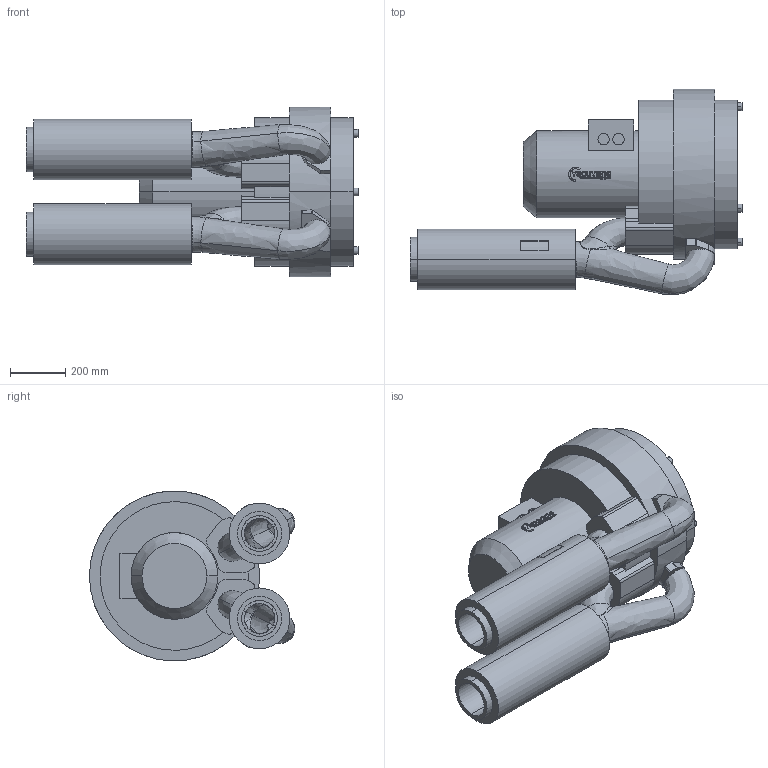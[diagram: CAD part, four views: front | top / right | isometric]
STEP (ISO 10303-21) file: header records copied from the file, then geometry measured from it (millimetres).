
FILE_DESCRIPTION((''),'2;1');
FILE_NAME('VSC2050_2PT202_7_RTGPFEIL_ASM','2009-08-06T',('rnennstiel'),('MTC GmbH'),'PRO/ENGINEER BY PARAMETRIC TECHNOLOGY CORPORATION, 2008310','PRO/ENGINEER BY PARAMETRIC TECHNOLOGY CORPORATION, 2008310','');
FILE_SCHEMA(('AUTOMOTIVE_DESIGN_CC2 { 1 2 10303 214 -1 1 5 2 }'));
Length unit declared in the file: millimetre
Products named in the file (3): VSC2050_2PT202_7; RICHTUNGSPFEIL; VSC2050_2PT202_7_RTGPFEIL_ASM
Assembly tree (3 placements, depth 2):
  VSC2050_2PT202_7_RTGPFEIL_ASM
    VSC2050_2PT202_7
    RICHTUNGSPFEIL  x2
Bounding box: 1201 x 742.2 x 614.78 mm (x, y, z)
Volume: 160078076.1 mm3; surface area: 4355122.1 mm2
Topology: 5 solids, 9 shells, 946 faces, 2530 edges, 1654 vertices
Faces by surface type: extrusion 414, plane 314, cylinder 132, bspline 76, cone 10
Entity records: 42666 total; most frequent: CARTESIAN_POINT 20932, ORIENTED_EDGE 5004, DIRECTION 3061, EDGE_CURVE 2510, VERTEX_POINT 1646, VECTOR 1521, B_SPLINE_CURVE_WITH_KNOTS 1505, LINE 1107
